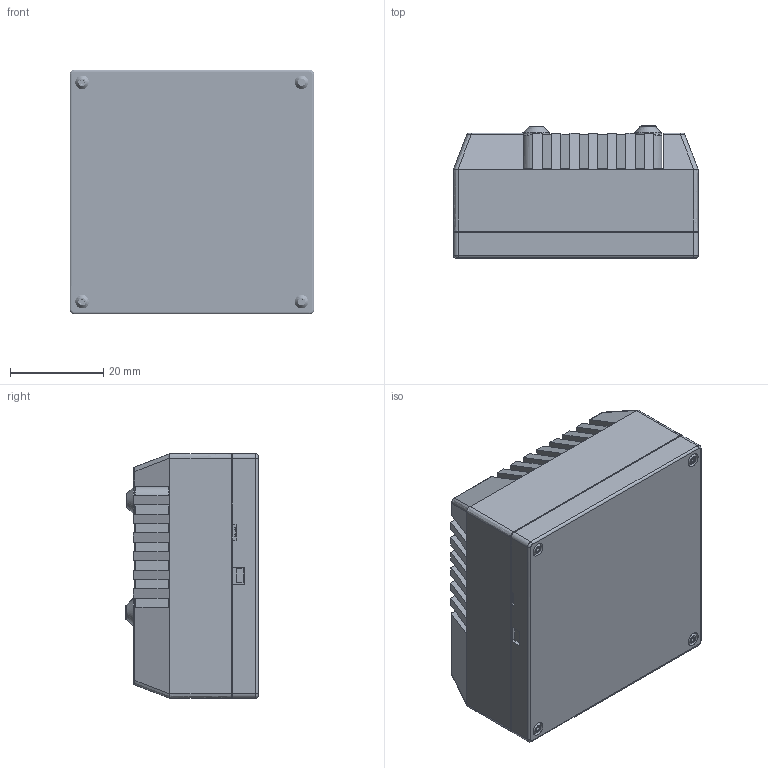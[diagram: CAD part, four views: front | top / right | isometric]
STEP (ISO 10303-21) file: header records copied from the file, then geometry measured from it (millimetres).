
FILE_DESCRIPTION(('FreeCAD Model'),'2;1');
FILE_NAME('Open CASCADE Shape Model','2025-05-02T19:44:48',('FreeCAD'),( 'FreeCAD'),'Open CASCADE STEP processor 7.6','FreeCAD','Unknown');
FILE_SCHEMA(('AUTOMOTIVE_DESIGN { 1 0 10303 214 1 1 1 1 }'));
Products named in the file (1): Open CASCADE STEP translator 7.6 1
Bounding box: 52.47 x 28.29 x 52.39 mm (x, y, z)
Volume: 61697.8 mm3; surface area: 23488.5 mm2
Topology: 37 solids, 37 shells, 2825 faces, 7841 edges, 5137 vertices
Faces by surface type: bspline 2825
Entity records: 127714 total; most frequent: CARTESIAN_POINT 82002, ORIENTED_EDGE 15666, EDGE_CURVE 7833, B_SPLINE_CURVE_WITH_KNOTS 6393, VERTEX_POINT 5137, FACE_BOUND 2960, EDGE_LOOP 2960, ADVANCED_FACE 2825
